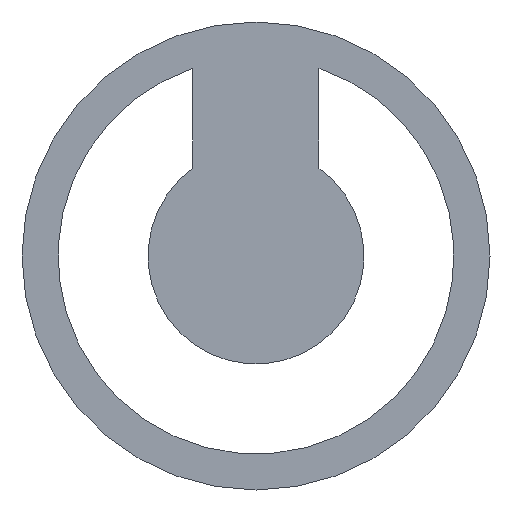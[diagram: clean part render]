
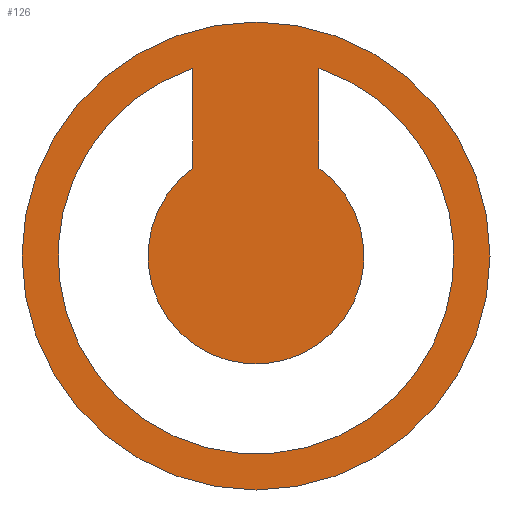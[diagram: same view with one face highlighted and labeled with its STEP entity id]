
A CAD part, front view. The second image highlights one B-rep face of the part: STEP entity #126.
In plain terms, the highlighted planar face has unit normal (0, -1, 0).
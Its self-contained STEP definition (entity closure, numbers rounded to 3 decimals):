
#1=CARTESIAN_POINT('',(0.,0.,0.));
#2=DIRECTION('',(0.,1.,0.));
#3=DIRECTION('',(1.,0.,0.));
#4=AXIS2_PLACEMENT_3D('',#1,#2,#3);
#6=CARTESIAN_POINT('',(0.,0.,0.));
#7=DIRECTION('',(0.,1.,0.));
#8=DIRECTION('',(-1.,0.,0.));
#9=AXIS2_PLACEMENT_3D('',#6,#7,#8);
#11=DIRECTION('',(0.,0.,1.));
#12=VECTOR('',#11,2.777);
#13=CARTESIAN_POINT('',(-1.75,0.,2.437));
#14=LINE('',#13,#12);
#15=CARTESIAN_POINT('',(0.,0.,0.));
#16=DIRECTION('',(0.,-1.,0.));
#17=DIRECTION('',(-0.318,0.,0.948));
#18=AXIS2_PLACEMENT_3D('',#15,#16,#17);
#20=DIRECTION('',(0.,0.,-1.));
#21=VECTOR('',#20,2.777);
#22=CARTESIAN_POINT('',(1.75,0.,5.214));
#23=LINE('',#22,#21);
#24=CARTESIAN_POINT('',(0.,0.,0.));
#25=DIRECTION('',(0.,1.,0.));
#26=DIRECTION('',(0.583,0.,0.812));
#27=AXIS2_PLACEMENT_3D('',#24,#25,#26);
#81=CARTESIAN_POINT('',(6.5,0.,0.));
#82=CARTESIAN_POINT('',(-6.5,0.,0.));
#83=VERTEX_POINT('',#81);
#84=VERTEX_POINT('',#82);
#85=CARTESIAN_POINT('',(-1.75,0.,2.437));
#86=CARTESIAN_POINT('',(-1.75,0.,5.214));
#87=VERTEX_POINT('',#85);
#88=VERTEX_POINT('',#86);
#89=CARTESIAN_POINT('',(1.75,0.,5.214));
#90=VERTEX_POINT('',#89);
#91=CARTESIAN_POINT('',(1.75,0.,2.437));
#92=VERTEX_POINT('',#91);
#105=CARTESIAN_POINT('',(0.,0.,0.));
#106=DIRECTION('',(0.,1.,0.));
#107=DIRECTION('',(1.,0.,0.));
#108=AXIS2_PLACEMENT_3D('',#105,#106,#107);
#109=PLANE('',#108);
#111=ORIENTED_EDGE('',*,*,#110,.T.);
#113=ORIENTED_EDGE('',*,*,#112,.T.);
#114=EDGE_LOOP('',(#111,#113));
#115=FACE_OUTER_BOUND('',#114,.F.);
#117=ORIENTED_EDGE('',*,*,#116,.T.);
#119=ORIENTED_EDGE('',*,*,#118,.T.);
#121=ORIENTED_EDGE('',*,*,#120,.T.);
#123=ORIENTED_EDGE('',*,*,#122,.T.);
#124=EDGE_LOOP('',(#117,#119,#121,#123));
#125=FACE_BOUND('',#124,.F.);
#126=ADVANCED_FACE('',(#115,#125),#109,.F.);
#5=CIRCLE('',#4,6.5);
#10=CIRCLE('',#9,6.5);
#19=CIRCLE('',#18,5.5);
#28=CIRCLE('',#27,3.);
#110=EDGE_CURVE('',#83,#84,#5,.T.);
#112=EDGE_CURVE('',#84,#83,#10,.T.);
#116=EDGE_CURVE('',#87,#88,#14,.T.);
#118=EDGE_CURVE('',#88,#90,#19,.T.);
#120=EDGE_CURVE('',#90,#92,#23,.T.);
#122=EDGE_CURVE('',#92,#87,#28,.T.);
